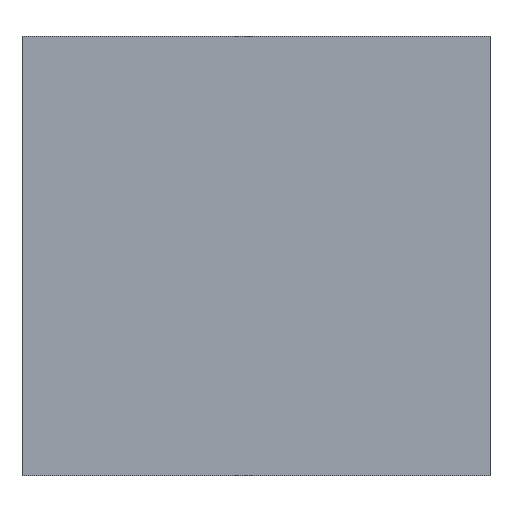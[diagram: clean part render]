
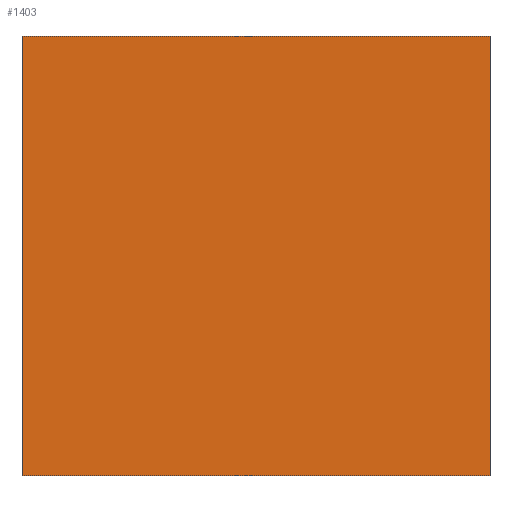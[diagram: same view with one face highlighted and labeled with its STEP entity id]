
A CAD part, front view. The second image highlights one B-rep face of the part: STEP entity #1403.
In plain terms, the highlighted planar face has unit normal (0, -1, 0).
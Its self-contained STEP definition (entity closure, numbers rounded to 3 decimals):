
#127 = VECTOR ( 'NONE', #1589, 1000. ) ;
#155 = VERTEX_POINT ( 'NONE', #1101 ) ;
#164 = LINE ( 'NONE', #1716, #127 ) ;
#232 = VECTOR ( 'NONE', #1094, 1000. ) ;
#245 = CARTESIAN_POINT ( 'NONE',  ( 50., -2., -47. ) ) ;
#352 = VERTEX_POINT ( 'NONE', #245 ) ;
#353 = PLANE ( 'NONE',  #1478 ) ;
#378 = EDGE_CURVE ( 'NONE', #352, #155, #164, .T. ) ;
#416 = VERTEX_POINT ( 'NONE', #1171 ) ;
#503 = CARTESIAN_POINT ( 'NONE',  ( -50., -2., -47. ) ) ;
#668 = CARTESIAN_POINT ( 'NONE',  ( 0., -2., -47. ) ) ;
#721 = ORIENTED_EDGE ( 'NONE', *, *, #1486, .T. ) ;
#745 = VECTOR ( 'NONE', #968, 1000. ) ;
#747 = DIRECTION ( 'NONE',  ( -1., 0., 0. ) ) ;
#751 = VERTEX_POINT ( 'NONE', #1095 ) ;
#789 = EDGE_CURVE ( 'NONE', #352, #416, #978, .T. ) ;
#830 = LINE ( 'NONE', #1183, #1654 ) ;
#968 = DIRECTION ( 'NONE',  ( -1., 0., 0. ) ) ;
#978 = LINE ( 'NONE', #668, #745 ) ;
#1094 = DIRECTION ( 'NONE',  ( 0., 0., -1. ) ) ;
#1095 = CARTESIAN_POINT ( 'NONE',  ( -50., -2., 47. ) ) ;
#1101 = CARTESIAN_POINT ( 'NONE',  ( 50., -2., 47. ) ) ;
#1171 = CARTESIAN_POINT ( 'NONE',  ( -50., -2., -47. ) ) ;
#1183 = CARTESIAN_POINT ( 'NONE',  ( 0., -2., 47. ) ) ;
#1388 = LINE ( 'NONE', #1802, #232 ) ;
#1403 = ADVANCED_FACE ( 'NONE', ( #1850 ), #353, .F. ) ;
#1427 = ORIENTED_EDGE ( 'NONE', *, *, #378, .T. ) ;
#1478 = AXIS2_PLACEMENT_3D ( 'NONE', #503, #1790, #1661 ) ;
#1486 = EDGE_CURVE ( 'NONE', #751, #416, #1388, .T. ) ;
#1589 = DIRECTION ( 'NONE',  ( 0., 0., 1. ) ) ;
#1591 = ORIENTED_EDGE ( 'NONE', *, *, #1727, .T. ) ;
#1639 = EDGE_LOOP ( 'NONE', ( #1427, #1591, #721, #1768 ) ) ;
#1654 = VECTOR ( 'NONE', #747, 1000. ) ;
#1661 = DIRECTION ( 'NONE',  ( 0., 0., 1. ) ) ;
#1716 = CARTESIAN_POINT ( 'NONE',  ( 50., -2., 0. ) ) ;
#1727 = EDGE_CURVE ( 'NONE', #155, #751, #830, .T. ) ;
#1768 = ORIENTED_EDGE ( 'NONE', *, *, #789, .F. ) ;
#1790 = DIRECTION ( 'NONE',  ( 0., 1., 0. ) ) ;
#1802 = CARTESIAN_POINT ( 'NONE',  ( -50., -2., 0. ) ) ;
#1850 = FACE_OUTER_BOUND ( 'NONE', #1639, .T. ) ;
